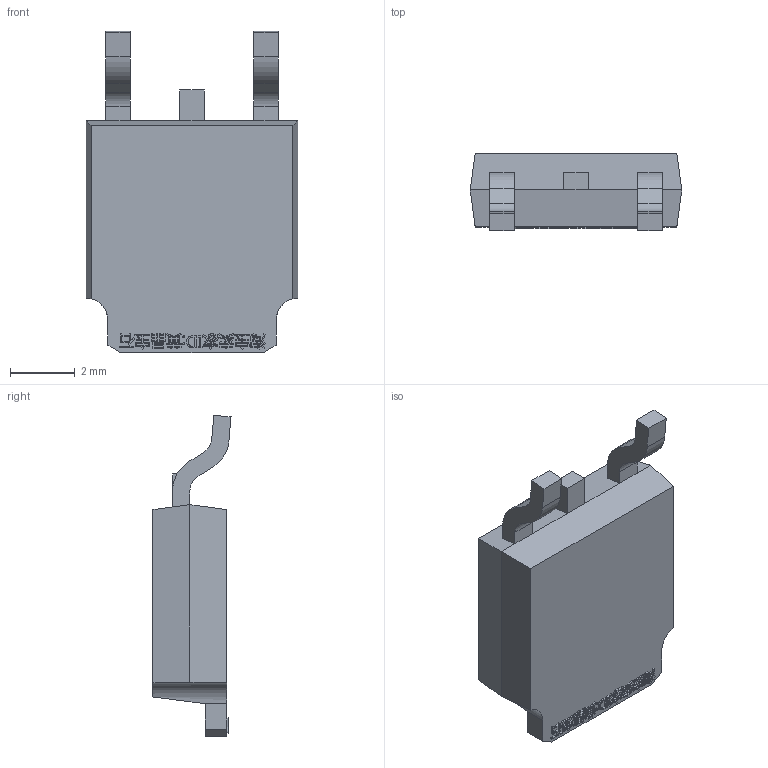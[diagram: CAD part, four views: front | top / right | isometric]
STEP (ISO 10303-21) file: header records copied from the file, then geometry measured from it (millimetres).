
FILE_DESCRIPTION((''),'2;1');
FILE_NAME('DPAK','2020-08-22T18:08:36',('HP'),(''),'CREO PARAMETRIC BY PTC INC, 2020044','CREO PARAMETRIC BY PTC INC, 2020044','');
FILE_SCHEMA(('AUTOMOTIVE_DESIGN { 1 0 10303 214 1 1 1 1 }'));
Length unit declared in the file: millimetre
Products named in the file (1): DPAK
Bounding box: 6.54 x 2.42 x 9.94 mm (x, y, z)
Volume: 93.2 mm3; surface area: 162.2 mm2
Topology: 1 solids, 1 shells, 576 faces, 1571 edges, 1044 vertices
Faces by surface type: plane 390, extrusion 176, cylinder 10
Entity records: 23487 total; most frequent: CARTESIAN_POINT 4618, ORIENTED_EDGE 3142, DIRECTION 2209, PRESENTATION_STYLE_ASSIGNMENT 1597, STYLED_ITEM 1572, CURVE_STYLE 1571, EDGE_CURVE 1571, VECTOR 1369
